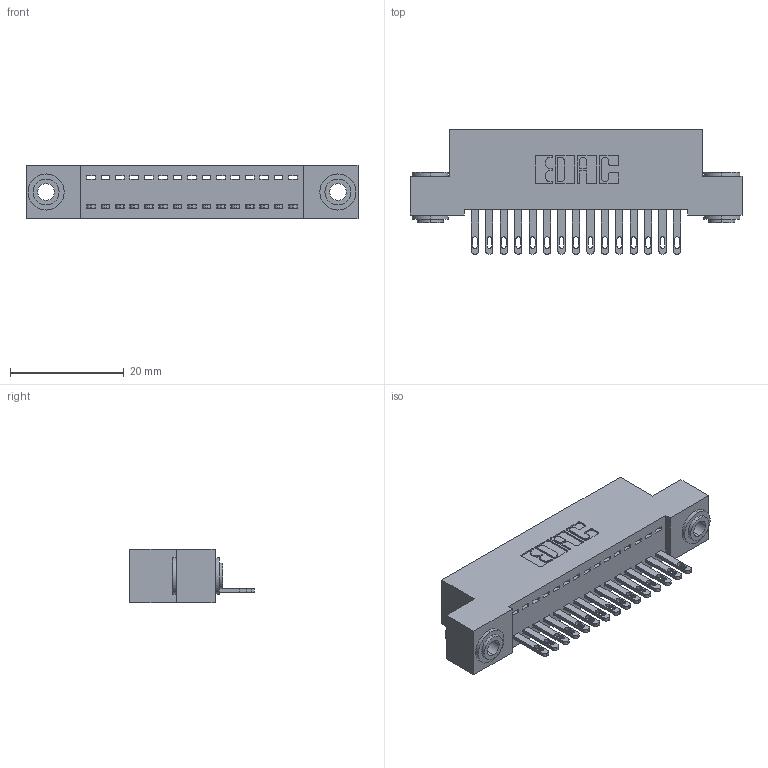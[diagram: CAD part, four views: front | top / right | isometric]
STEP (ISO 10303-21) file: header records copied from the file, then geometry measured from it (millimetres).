
FILE_DESCRIPTION (( 'STEP AP203' ), '1' );
FILE_NAME ('892-015-500-103.STEP', '2020-09-21T13:21:12', ( '' ), ( '' ), 'SwSTEP 2.0', 'SolidWorks 2020', '' );
FILE_SCHEMA (( 'CONFIG_CONTROL_DESIGN' ));
Length unit declared in the file: inch
Products named in the file (4): 892-015-500-103; 842 Part_.156 TH; 345-292-001_345-293-100; 342-250-002_345-250-002-102
Assembly tree (18 placements, depth 2):
  892-015-500-103
    842 Part_.156 TH
    345-292-001_345-293-100  x15
    342-250-002_345-250-002-102  x2
Bounding box: 58.42 x 21.85 x 9.4 mm (x, y, z)
Volume: 5054.9 mm3; surface area: 7174.5 mm2
Topology: 18 solids, 18 shells, 958 faces, 2895 edges, 1926 vertices
Faces by surface type: plane 616, cylinder 334, cone 8
Entity records: 13110 total; most frequent: CARTESIAN_POINT 2242, ORIENTED_EDGE 2186, DIRECTION 1981, EDGE_CURVE 1093, LINE 937, VECTOR 937, VERTEX_POINT 726, AXIS2_PLACEMENT_3D 522
